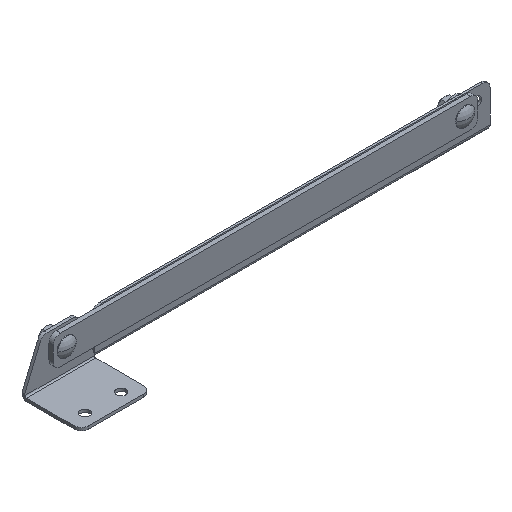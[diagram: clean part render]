
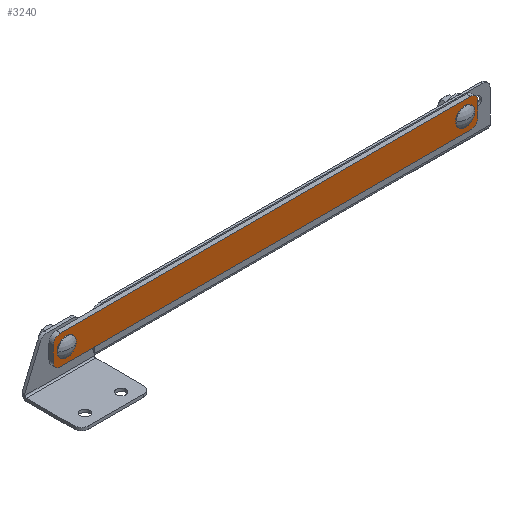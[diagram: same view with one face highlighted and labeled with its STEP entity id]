
A CAD part, isometric view. The second image highlights one B-rep face of the part: STEP entity #3240.
In plain terms, the highlighted planar face has unit normal (0, -1, 0).
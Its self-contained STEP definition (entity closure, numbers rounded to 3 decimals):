
#6 = ORIENTED_EDGE ( 'NONE', *, *, #4118, .T. ) ;
#125 = CARTESIAN_POINT ( 'NONE',  ( 118., -4.6, 17.5 ) ) ;
#130 = DIRECTION ( 'NONE',  ( -1., 0., 0. ) ) ;
#163 = ORIENTED_EDGE ( 'NONE', *, *, #669, .T. ) ;
#184 = ORIENTED_EDGE ( 'NONE', *, *, #3479, .F. ) ;
#245 = CARTESIAN_POINT ( 'NONE',  ( 118.5, -4.6, 31. ) ) ;
#270 = EDGE_CURVE ( 'NONE', #576, #6461, #2210, .T. ) ;
#318 = EDGE_CURVE ( 'NONE', #3634, #1524, #8300, .T. ) ;
#412 = EDGE_CURVE ( 'NONE', #5820, #2601, #8289, .T. ) ;
#439 = VERTEX_POINT ( 'NONE', #125 ) ;
#520 = ORIENTED_EDGE ( 'NONE', *, *, #7784, .F. ) ;
#576 = VERTEX_POINT ( 'NONE', #4333 ) ;
#581 = CARTESIAN_POINT ( 'NONE',  ( -164.5, -4.6, 31. ) ) ;
#653 = ORIENTED_EDGE ( 'NONE', *, *, #270, .F. ) ;
#669 = EDGE_CURVE ( 'NONE', #8676, #5130, #9493, .T. ) ;
#695 = CARTESIAN_POINT ( 'NONE',  ( -164.5, -4.6, 26. ) ) ;
#791 = DIRECTION ( 'NONE',  ( -1., 0., 0. ) ) ;
#850 = DIRECTION ( 'NONE',  ( 1., 0., 0. ) ) ;
#946 = LINE ( 'NONE', #4246, #2211 ) ;
#1047 = CARTESIAN_POINT ( 'NONE',  ( 123.5, -4.6, 11. ) ) ;
#1112 = VERTEX_POINT ( 'NONE', #2551 ) ;
#1113 = FACE_BOUND ( 'NONE', #4324, .T. ) ;
#1320 = CARTESIAN_POINT ( 'NONE',  ( -23., -4.6, 21. ) ) ;
#1384 = DIRECTION ( 'NONE',  ( 0., 1., 0. ) ) ;
#1511 = DIRECTION ( 'NONE',  ( 0., 0., 1. ) ) ;
#1524 = VERTEX_POINT ( 'NONE', #5390 ) ;
#1609 = EDGE_LOOP ( 'NONE', ( #3986, #8023, #163, #2944 ) ) ;
#1665 = CARTESIAN_POINT ( 'NONE',  ( 111., -4.6, 17.5 ) ) ;
#1769 = CIRCLE ( 'NONE', #7796, 5. ) ;
#1787 = ORIENTED_EDGE ( 'NONE', *, *, #5258, .F. ) ;
#1793 = CARTESIAN_POINT ( 'NONE',  ( -164.5, -4.6, 11. ) ) ;
#1877 = DIRECTION ( 'NONE',  ( 1., 0., 0. ) ) ;
#2055 = CARTESIAN_POINT ( 'NONE',  ( 118., -4.6, 24.5 ) ) ;
#2200 = CIRCLE ( 'NONE', #7204, 5. ) ;
#2210 = LINE ( 'NONE', #10358, #8687 ) ;
#2211 = VECTOR ( 'NONE', #130, 1000. ) ;
#2217 = AXIS2_PLACEMENT_3D ( 'NONE', #10662, #9992, #2621 ) ;
#2220 = CARTESIAN_POINT ( 'NONE',  ( 118., -4.6, 17.5 ) ) ;
#2276 = CARTESIAN_POINT ( 'NONE',  ( 111., -4.6, 24.5 ) ) ;
#2312 = VECTOR ( 'NONE', #1511, 1000. ) ;
#2330 = CARTESIAN_POINT ( 'NONE',  ( 111., -4.6, 24.5 ) ) ;
#2370 = LINE ( 'NONE', #1665, #2312 ) ;
#2551 = CARTESIAN_POINT ( 'NONE',  ( 123.5, -4.6, 16. ) ) ;
#2601 = VERTEX_POINT ( 'NONE', #5831 ) ;
#2621 = DIRECTION ( 'NONE',  ( 1., 0., 0. ) ) ;
#2796 = DIRECTION ( 'NONE',  ( 1., 0., 0. ) ) ;
#2854 = CARTESIAN_POINT ( 'NONE',  ( -169.5, -4.6, 26. ) ) ;
#2944 = ORIENTED_EDGE ( 'NONE', *, *, #4434, .T. ) ;
#2982 = EDGE_CURVE ( 'NONE', #576, #9858, #2200, .T. ) ;
#3193 = LINE ( 'NONE', #4014, #9806 ) ;
#3232 = CARTESIAN_POINT ( 'NONE',  ( -169.5, -4.6, 11. ) ) ;
#3240 = ADVANCED_FACE ( 'NONE', ( #1113, #4414, #7688 ), #6142, .F. ) ;
#3334 = EDGE_CURVE ( 'NONE', #5587, #7216, #8581, .T. ) ;
#3366 = ORIENTED_EDGE ( 'NONE', *, *, #6225, .T. ) ;
#3384 = DIRECTION ( 'NONE',  ( 0., -1., 0. ) ) ;
#3430 = CARTESIAN_POINT ( 'NONE',  ( -157., -4.6, 24.5 ) ) ;
#3479 = EDGE_CURVE ( 'NONE', #5587, #1112, #8449, .T. ) ;
#3634 = VERTEX_POINT ( 'NONE', #8338 ) ;
#3877 = DIRECTION ( 'NONE',  ( 1., 0., 0. ) ) ;
#3902 = VECTOR ( 'NONE', #8583, 1000. ) ;
#3911 = DIRECTION ( 'NONE',  ( 0., 0., 1. ) ) ;
#3986 = ORIENTED_EDGE ( 'NONE', *, *, #8958, .T. ) ;
#4014 = CARTESIAN_POINT ( 'NONE',  ( -164., -4.6, 17.5 ) ) ;
#4118 = EDGE_CURVE ( 'NONE', #1524, #5820, #3193, .T. ) ;
#4246 = CARTESIAN_POINT ( 'NONE',  ( 111., -4.6, 17.5 ) ) ;
#4258 = CARTESIAN_POINT ( 'NONE',  ( 111., -4.6, 17.5 ) ) ;
#4324 = EDGE_LOOP ( 'NONE', ( #5064, #6497, #4628, #6 ) ) ;
#4333 = CARTESIAN_POINT ( 'NONE',  ( -169.5, -4.6, 16. ) ) ;
#4401 = VECTOR ( 'NONE', #8697, 1000. ) ;
#4414 = FACE_BOUND ( 'NONE', #1609, .T. ) ;
#4434 = EDGE_CURVE ( 'NONE', #5130, #439, #7093, .T. ) ;
#4462 = VECTOR ( 'NONE', #8608, 1000. ) ;
#4628 = ORIENTED_EDGE ( 'NONE', *, *, #318, .T. ) ;
#4889 = CARTESIAN_POINT ( 'NONE',  ( 123.5, -4.6, 26. ) ) ;
#4893 = LINE ( 'NONE', #9253, #6326 ) ;
#5064 = ORIENTED_EDGE ( 'NONE', *, *, #412, .T. ) ;
#5093 = ORIENTED_EDGE ( 'NONE', *, *, #3334, .T. ) ;
#5130 = VERTEX_POINT ( 'NONE', #2055 ) ;
#5258 = EDGE_CURVE ( 'NONE', #8663, #9858, #10626, .T. ) ;
#5268 = CIRCLE ( 'NONE', #7824, 5. ) ;
#5331 = CARTESIAN_POINT ( 'NONE',  ( -157., -4.6, 17.5 ) ) ;
#5390 = CARTESIAN_POINT ( 'NONE',  ( -164., -4.6, 17.5 ) ) ;
#5463 = VECTOR ( 'NONE', #7640, 1000. ) ;
#5478 = ORIENTED_EDGE ( 'NONE', *, *, #5683, .T. ) ;
#5587 = VERTEX_POINT ( 'NONE', #4889 ) ;
#5597 = DIRECTION ( 'NONE',  ( 0., 0., -1. ) ) ;
#5683 = EDGE_CURVE ( 'NONE', #8663, #1112, #1769, .T. ) ;
#5762 = EDGE_LOOP ( 'NONE', ( #520, #3366, #653, #8112, #1787, #5478, #184, #5093 ) ) ;
#5788 = DIRECTION ( 'NONE',  ( 0., -1., 0. ) ) ;
#5806 = VERTEX_POINT ( 'NONE', #581 ) ;
#5820 = VERTEX_POINT ( 'NONE', #7805 ) ;
#5825 = DIRECTION ( 'NONE',  ( -1., 0., 0. ) ) ;
#5831 = CARTESIAN_POINT ( 'NONE',  ( -157., -4.6, 24.5 ) ) ;
#6142 = PLANE ( 'NONE',  #8223 ) ;
#6225 = EDGE_CURVE ( 'NONE', #5806, #6461, #5268, .T. ) ;
#6326 = VECTOR ( 'NONE', #1877, 1000. ) ;
#6328 = VERTEX_POINT ( 'NONE', #4258 ) ;
#6461 = VERTEX_POINT ( 'NONE', #2854 ) ;
#6497 = ORIENTED_EDGE ( 'NONE', *, *, #6963, .T. ) ;
#6551 = VECTOR ( 'NONE', #5597, 1000. ) ;
#6642 = DIRECTION ( 'NONE',  ( 1., 0., 0. ) ) ;
#6963 = EDGE_CURVE ( 'NONE', #2601, #3634, #8431, .T. ) ;
#7093 = LINE ( 'NONE', #2220, #6551 ) ;
#7169 = EDGE_CURVE ( 'NONE', #6328, #8676, #2370, .T. ) ;
#7204 = AXIS2_PLACEMENT_3D ( 'NONE', #8368, #10364, #2796 ) ;
#7216 = VERTEX_POINT ( 'NONE', #245 ) ;
#7611 = VECTOR ( 'NONE', #791, 1000. ) ;
#7640 = DIRECTION ( 'NONE',  ( 1., 0., 0. ) ) ;
#7688 = FACE_OUTER_BOUND ( 'NONE', #5762, .T. ) ;
#7784 = EDGE_CURVE ( 'NONE', #5806, #7216, #4893, .T. ) ;
#7796 = AXIS2_PLACEMENT_3D ( 'NONE', #9086, #3384, #850 ) ;
#7805 = CARTESIAN_POINT ( 'NONE',  ( -164., -4.6, 24.5 ) ) ;
#7824 = AXIS2_PLACEMENT_3D ( 'NONE', #695, #5788, #6642 ) ;
#8023 = ORIENTED_EDGE ( 'NONE', *, *, #7169, .T. ) ;
#8112 = ORIENTED_EDGE ( 'NONE', *, *, #2982, .T. ) ;
#8223 = AXIS2_PLACEMENT_3D ( 'NONE', #1320, #1384, #3877 ) ;
#8289 = LINE ( 'NONE', #3430, #5463 ) ;
#8300 = LINE ( 'NONE', #8933, #10583 ) ;
#8338 = CARTESIAN_POINT ( 'NONE',  ( -157., -4.6, 17.5 ) ) ;
#8368 = CARTESIAN_POINT ( 'NONE',  ( -164.5, -4.6, 16. ) ) ;
#8431 = LINE ( 'NONE', #5331, #3902 ) ;
#8449 = LINE ( 'NONE', #1047, #4462 ) ;
#8581 = CIRCLE ( 'NONE', #2217, 5. ) ;
#8583 = DIRECTION ( 'NONE',  ( 0., 0., -1. ) ) ;
#8608 = DIRECTION ( 'NONE',  ( 0., 0., -1. ) ) ;
#8663 = VERTEX_POINT ( 'NONE', #10593 ) ;
#8676 = VERTEX_POINT ( 'NONE', #2330 ) ;
#8687 = VECTOR ( 'NONE', #8828, 1000. ) ;
#8697 = DIRECTION ( 'NONE',  ( 1., 0., 0. ) ) ;
#8828 = DIRECTION ( 'NONE',  ( 0., 0., 1. ) ) ;
#8933 = CARTESIAN_POINT ( 'NONE',  ( -157., -4.6, 17.5 ) ) ;
#8958 = EDGE_CURVE ( 'NONE', #439, #6328, #946, .T. ) ;
#9086 = CARTESIAN_POINT ( 'NONE',  ( 118.5, -4.6, 16. ) ) ;
#9253 = CARTESIAN_POINT ( 'NONE',  ( -169.5, -4.6, 31. ) ) ;
#9493 = LINE ( 'NONE', #2276, #4401 ) ;
#9806 = VECTOR ( 'NONE', #3911, 1000. ) ;
#9858 = VERTEX_POINT ( 'NONE', #1793 ) ;
#9992 = DIRECTION ( 'NONE',  ( 0., -1., 0. ) ) ;
#10358 = CARTESIAN_POINT ( 'NONE',  ( -169.5, -4.6, 11. ) ) ;
#10364 = DIRECTION ( 'NONE',  ( 0., -1., 0. ) ) ;
#10583 = VECTOR ( 'NONE', #5825, 1000. ) ;
#10593 = CARTESIAN_POINT ( 'NONE',  ( 118.5, -4.6, 11. ) ) ;
#10626 = LINE ( 'NONE', #3232, #7611 ) ;
#10662 = CARTESIAN_POINT ( 'NONE',  ( 118.5, -4.6, 26. ) ) ;
